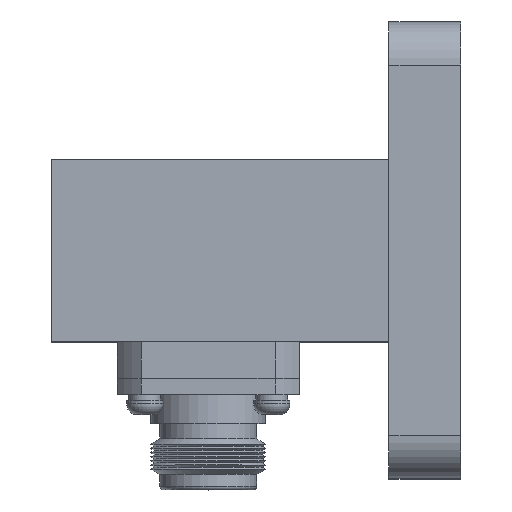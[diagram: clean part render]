
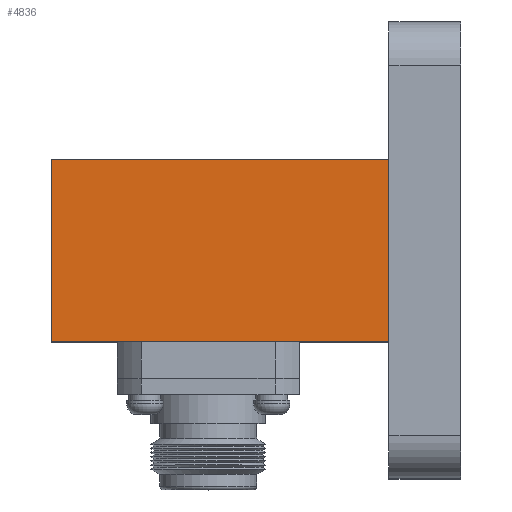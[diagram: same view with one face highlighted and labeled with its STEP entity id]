
A CAD part, top view. The second image highlights one B-rep face of the part: STEP entity #4836.
In plain terms, the highlighted planar face has unit normal (0, 0, 1).
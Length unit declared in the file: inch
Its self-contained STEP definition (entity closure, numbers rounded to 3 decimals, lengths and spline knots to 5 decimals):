
#9 = DIRECTION ( 'NONE',  ( 1., 0., 0. ) ) ;
#20 = CARTESIAN_POINT ( 'NONE',  ( -2.244, -0.50008, 1.00017 ) ) ;
#39 = CARTESIAN_POINT ( 'NONE',  ( -2.244, -0.50008, 1.00017 ) ) ;
#97 = CARTESIAN_POINT ( 'NONE',  ( -2.244, 0.50008, 1.00017 ) ) ;
#172 = CARTESIAN_POINT ( 'NONE',  ( -0.3937, -0.50008, 1.00017 ) ) ;
#232 = AXIS2_PLACEMENT_3D ( 'NONE', #20, #3005, #440 ) ;
#364 = LINE ( 'NONE', #172, #3624 ) ;
#440 = DIRECTION ( 'NONE',  ( 0., 1., 0. ) ) ;
#568 = VERTEX_POINT ( 'NONE', #2495 ) ;
#652 = CARTESIAN_POINT ( 'NONE',  ( -2.244, -0.50008, 1.00017 ) ) ;
#653 = DIRECTION ( 'NONE',  ( 1., 0., 0. ) ) ;
#861 = EDGE_CURVE ( 'NONE', #568, #2504, #5321, .T. ) ;
#983 = ORIENTED_EDGE ( 'NONE', *, *, #1055, .F. ) ;
#1055 = EDGE_CURVE ( 'NONE', #4883, #568, #4257, .T. ) ;
#1773 = VECTOR ( 'NONE', #9, 39.37008 ) ;
#1997 = VECTOR ( 'NONE', #5357, 39.37008 ) ;
#2097 = VECTOR ( 'NONE', #653, 39.37008 ) ;
#2290 = EDGE_LOOP ( 'NONE', ( #3718, #3215, #983, #5116 ) ) ;
#2336 = CARTESIAN_POINT ( 'NONE',  ( -0.3937, -0.50008, 1.00017 ) ) ;
#2495 = CARTESIAN_POINT ( 'NONE',  ( -2.244, 0.50008, 1.00017 ) ) ;
#2504 = VERTEX_POINT ( 'NONE', #3443 ) ;
#2741 = DIRECTION ( 'NONE',  ( 0., 1., 0. ) ) ;
#2792 = CARTESIAN_POINT ( 'NONE',  ( -2.244, -0.50008, 1.00017 ) ) ;
#3005 = DIRECTION ( 'NONE',  ( 0., 0., -1. ) ) ;
#3215 = ORIENTED_EDGE ( 'NONE', *, *, #861, .F. ) ;
#3294 = EDGE_CURVE ( 'NONE', #4883, #4680, #5356, .T. ) ;
#3443 = CARTESIAN_POINT ( 'NONE',  ( -0.3937, 0.50008, 1.00017 ) ) ;
#3624 = VECTOR ( 'NONE', #2741, 39.37008 ) ;
#3718 = ORIENTED_EDGE ( 'NONE', *, *, #3860, .T. ) ;
#3773 = FACE_OUTER_BOUND ( 'NONE', #2290, .T. ) ;
#3860 = EDGE_CURVE ( 'NONE', #4680, #2504, #364, .T. ) ;
#4257 = LINE ( 'NONE', #652, #1997 ) ;
#4680 = VERTEX_POINT ( 'NONE', #2336 ) ;
#4836 = ADVANCED_FACE ( 'NONE', ( #3773 ), #5117, .F. ) ;
#4883 = VERTEX_POINT ( 'NONE', #39 ) ;
#5116 = ORIENTED_EDGE ( 'NONE', *, *, #3294, .T. ) ;
#5117 = PLANE ( 'NONE',  #232 ) ;
#5321 = LINE ( 'NONE', #97, #1773 ) ;
#5356 = LINE ( 'NONE', #2792, #2097 ) ;
#5357 = DIRECTION ( 'NONE',  ( 0., 1., 0. ) ) ;
